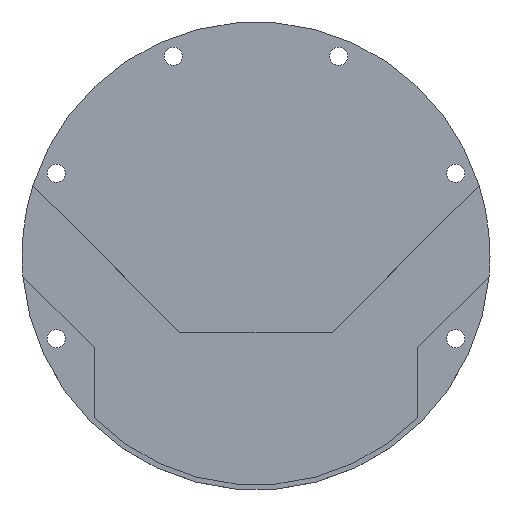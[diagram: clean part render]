
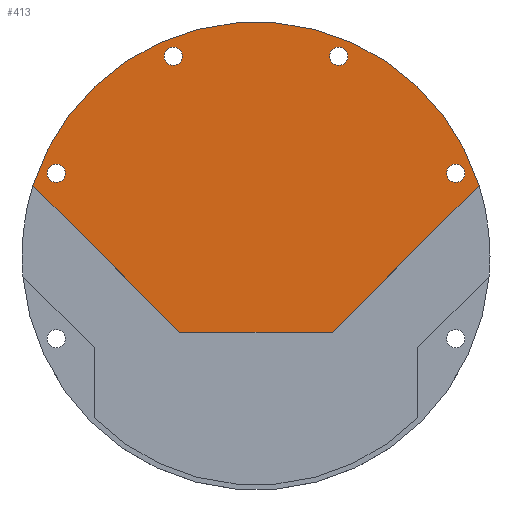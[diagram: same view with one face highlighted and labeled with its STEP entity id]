
A CAD part, top view. The second image highlights one B-rep face of the part: STEP entity #413.
In plain terms, the highlighted planar face has unit normal (0, 0, 1).
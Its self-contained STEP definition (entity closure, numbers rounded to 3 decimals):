
#14 = VERTEX_POINT ( 'NONE', #455 ) ;
#28 = CARTESIAN_POINT ( 'NONE',  ( 18.064, 39.265, 8. ) ) ;
#40 = EDGE_LOOP ( 'NONE', ( #47, #784 ) ) ;
#47 = ORIENTED_EDGE ( 'NONE', *, *, #693, .F. ) ;
#62 = CARTESIAN_POINT ( 'NONE',  ( 41.065, 16.264, 8. ) ) ;
#67 = DIRECTION ( 'NONE',  ( 1., 0., 0. ) ) ;
#69 = CIRCLE ( 'NONE', #831, 1.8 ) ;
#78 = VERTEX_POINT ( 'NONE', #407 ) ;
#79 = FACE_BOUND ( 'NONE', #573, .T. ) ;
#116 = AXIS2_PLACEMENT_3D ( 'NONE', #1028, #1266, #67 ) ;
#121 = CARTESIAN_POINT ( 'NONE',  ( 15., -15., 8. ) ) ;
#137 = CARTESIAN_POINT ( 'NONE',  ( 39.265, 16.264, 8. ) ) ;
#140 = DIRECTION ( 'NONE',  ( -1., 0., 0. ) ) ;
#236 = LINE ( 'NONE', #121, #398 ) ;
#258 = EDGE_CURVE ( 'NONE', #755, #1315, #1365, .T. ) ;
#288 = EDGE_CURVE ( 'NONE', #967, #1472, #448, .T. ) ;
#299 = CIRCLE ( 'NONE', #986, 46. ) ;
#300 = CARTESIAN_POINT ( 'NONE',  ( 15., -15., 8. ) ) ;
#305 = DIRECTION ( 'NONE',  ( 0., 0., 1. ) ) ;
#308 = EDGE_CURVE ( 'NONE', #1188, #78, #711, .T. ) ;
#316 = DIRECTION ( 'NONE',  ( -1., 0., 0. ) ) ;
#325 = EDGE_CURVE ( 'NONE', #1641, #911, #69, .T. ) ;
#329 = CIRCLE ( 'NONE', #1022, 1.8 ) ;
#331 = CIRCLE ( 'NONE', #778, 1.8 ) ;
#354 = CARTESIAN_POINT ( 'NONE',  ( 16.264, 39.265, 8. ) ) ;
#364 = ORIENTED_EDGE ( 'NONE', *, *, #677, .T. ) ;
#394 = EDGE_CURVE ( 'NONE', #1472, #967, #329, .T. ) ;
#398 = VECTOR ( 'NONE', #1012, 1000. ) ;
#407 = CARTESIAN_POINT ( 'NONE',  ( -15., -15., 8. ) ) ;
#413 = ADVANCED_FACE ( 'NONE', ( #1246, #867, #1630, #1002, #79 ), #759, .T. ) ;
#423 = CARTESIAN_POINT ( 'NONE',  ( -37.465, 16.264, 8. ) ) ;
#426 = EDGE_LOOP ( 'NONE', ( #893, #1107 ) ) ;
#431 = LINE ( 'NONE', #826, #666 ) ;
#448 = CIRCLE ( 'NONE', #697, 1.8 ) ;
#455 = CARTESIAN_POINT ( 'NONE',  ( 43.862, 13.862, 8. ) ) ;
#458 = DIRECTION ( 'NONE',  ( 1., 0., 0. ) ) ;
#462 = ORIENTED_EDGE ( 'NONE', *, *, #524, .F. ) ;
#501 = CARTESIAN_POINT ( 'NONE',  ( -16.264, 39.265, 8. ) ) ;
#524 = EDGE_CURVE ( 'NONE', #1315, #755, #1066, .T. ) ;
#555 = DIRECTION ( 'NONE',  ( 0., 0., 1. ) ) ;
#573 = EDGE_LOOP ( 'NONE', ( #1148, #717 ) ) ;
#586 = CARTESIAN_POINT ( 'NONE',  ( -16.264, 39.265, 8. ) ) ;
#597 = CARTESIAN_POINT ( 'NONE',  ( -39.265, 16.264, 8. ) ) ;
#641 = VERTEX_POINT ( 'NONE', #423 ) ;
#666 = VECTOR ( 'NONE', #1326, 1000. ) ;
#677 = EDGE_CURVE ( 'NONE', #14, #1477, #299, .T. ) ;
#693 = EDGE_CURVE ( 'NONE', #695, #641, #913, .T. ) ;
#695 = VERTEX_POINT ( 'NONE', #1347 ) ;
#697 = AXIS2_PLACEMENT_3D ( 'NONE', #586, #1099, #458 ) ;
#700 = DIRECTION ( 'NONE',  ( -1., 0., 0. ) ) ;
#705 = CIRCLE ( 'NONE', #907, 1.8 ) ;
#711 = LINE ( 'NONE', #300, #761 ) ;
#713 = EDGE_CURVE ( 'NONE', #78, #1477, #431, .T. ) ;
#717 = ORIENTED_EDGE ( 'NONE', *, *, #756, .F. ) ;
#755 = VERTEX_POINT ( 'NONE', #28 ) ;
#756 = EDGE_CURVE ( 'NONE', #911, #1641, #331, .T. ) ;
#759 = PLANE ( 'NONE',  #116 ) ;
#761 = VECTOR ( 'NONE', #1375, 1000. ) ;
#775 = AXIS2_PLACEMENT_3D ( 'NONE', #1690, #1298, #140 ) ;
#778 = AXIS2_PLACEMENT_3D ( 'NONE', #1092, #1485, #316 ) ;
#784 = ORIENTED_EDGE ( 'NONE', *, *, #1585, .F. ) ;
#806 = EDGE_LOOP ( 'NONE', ( #462, #1227 ) ) ;
#810 = ORIENTED_EDGE ( 'NONE', *, *, #713, .F. ) ;
#826 = CARTESIAN_POINT ( 'NONE',  ( -15., -15., 8. ) ) ;
#831 = AXIS2_PLACEMENT_3D ( 'NONE', #137, #1692, #700 ) ;
#835 = DIRECTION ( 'NONE',  ( 1., 0., 0. ) ) ;
#867 = FACE_BOUND ( 'NONE', #426, .T. ) ;
#884 = CARTESIAN_POINT ( 'NONE',  ( 37.465, 16.264, 8. ) ) ;
#893 = ORIENTED_EDGE ( 'NONE', *, *, #394, .F. ) ;
#906 = DIRECTION ( 'NONE',  ( 1., 0., 0. ) ) ;
#907 = AXIS2_PLACEMENT_3D ( 'NONE', #597, #1113, #1640 ) ;
#911 = VERTEX_POINT ( 'NONE', #62 ) ;
#913 = CIRCLE ( 'NONE', #1260, 1.8 ) ;
#967 = VERTEX_POINT ( 'NONE', #983 ) ;
#983 = CARTESIAN_POINT ( 'NONE',  ( -14.464, 39.265, 8. ) ) ;
#986 = AXIS2_PLACEMENT_3D ( 'NONE', #1359, #555, #1069 ) ;
#1002 = FACE_BOUND ( 'NONE', #806, .T. ) ;
#1012 = DIRECTION ( 'NONE',  ( -0.707, -0.707, 0. ) ) ;
#1022 = AXIS2_PLACEMENT_3D ( 'NONE', #501, #1528, #906 ) ;
#1028 = CARTESIAN_POINT ( 'NONE',  ( 0., 0., 8. ) ) ;
#1066 = CIRCLE ( 'NONE', #775, 1.8 ) ;
#1069 = DIRECTION ( 'NONE',  ( 1., 0., 0. ) ) ;
#1075 = EDGE_LOOP ( 'NONE', ( #1532, #364, #810, #1271 ) ) ;
#1092 = CARTESIAN_POINT ( 'NONE',  ( 39.265, 16.264, 8. ) ) ;
#1099 = DIRECTION ( 'NONE',  ( 0., 0., 1. ) ) ;
#1107 = ORIENTED_EDGE ( 'NONE', *, *, #288, .F. ) ;
#1113 = DIRECTION ( 'NONE',  ( 0., 0., 1. ) ) ;
#1148 = ORIENTED_EDGE ( 'NONE', *, *, #325, .F. ) ;
#1151 = CARTESIAN_POINT ( 'NONE',  ( -18.064, 39.265, 8. ) ) ;
#1163 = CARTESIAN_POINT ( 'NONE',  ( 15., -15., 8. ) ) ;
#1184 = EDGE_CURVE ( 'NONE', #14, #1188, #236, .T. ) ;
#1188 = VERTEX_POINT ( 'NONE', #1163 ) ;
#1227 = ORIENTED_EDGE ( 'NONE', *, *, #258, .F. ) ;
#1246 = FACE_OUTER_BOUND ( 'NONE', #1075, .T. ) ;
#1260 = AXIS2_PLACEMENT_3D ( 'NONE', #1475, #305, #835 ) ;
#1266 = DIRECTION ( 'NONE',  ( 0., 0., 1. ) ) ;
#1271 = ORIENTED_EDGE ( 'NONE', *, *, #308, .F. ) ;
#1298 = DIRECTION ( 'NONE',  ( 0., 0., 1. ) ) ;
#1315 = VERTEX_POINT ( 'NONE', #1599 ) ;
#1326 = DIRECTION ( 'NONE',  ( -0.707, 0.707, 0. ) ) ;
#1330 = AXIS2_PLACEMENT_3D ( 'NONE', #354, #1354, #1644 ) ;
#1347 = CARTESIAN_POINT ( 'NONE',  ( -41.065, 16.264, 8. ) ) ;
#1354 = DIRECTION ( 'NONE',  ( 0., 0., 1. ) ) ;
#1359 = CARTESIAN_POINT ( 'NONE',  ( 0., 0., 8. ) ) ;
#1365 = CIRCLE ( 'NONE', #1330, 1.8 ) ;
#1375 = DIRECTION ( 'NONE',  ( -1., 0., 0. ) ) ;
#1472 = VERTEX_POINT ( 'NONE', #1151 ) ;
#1475 = CARTESIAN_POINT ( 'NONE',  ( -39.265, 16.264, 8. ) ) ;
#1477 = VERTEX_POINT ( 'NONE', #1513 ) ;
#1485 = DIRECTION ( 'NONE',  ( 0., 0., 1. ) ) ;
#1513 = CARTESIAN_POINT ( 'NONE',  ( -43.862, 13.862, 8. ) ) ;
#1528 = DIRECTION ( 'NONE',  ( 0., 0., 1. ) ) ;
#1532 = ORIENTED_EDGE ( 'NONE', *, *, #1184, .F. ) ;
#1585 = EDGE_CURVE ( 'NONE', #641, #695, #705, .T. ) ;
#1599 = CARTESIAN_POINT ( 'NONE',  ( 14.464, 39.265, 8. ) ) ;
#1630 = FACE_BOUND ( 'NONE', #40, .T. ) ;
#1640 = DIRECTION ( 'NONE',  ( 1., 0., 0. ) ) ;
#1641 = VERTEX_POINT ( 'NONE', #884 ) ;
#1644 = DIRECTION ( 'NONE',  ( -1., 0., 0. ) ) ;
#1690 = CARTESIAN_POINT ( 'NONE',  ( 16.264, 39.265, 8. ) ) ;
#1692 = DIRECTION ( 'NONE',  ( 0., 0., 1. ) ) ;
